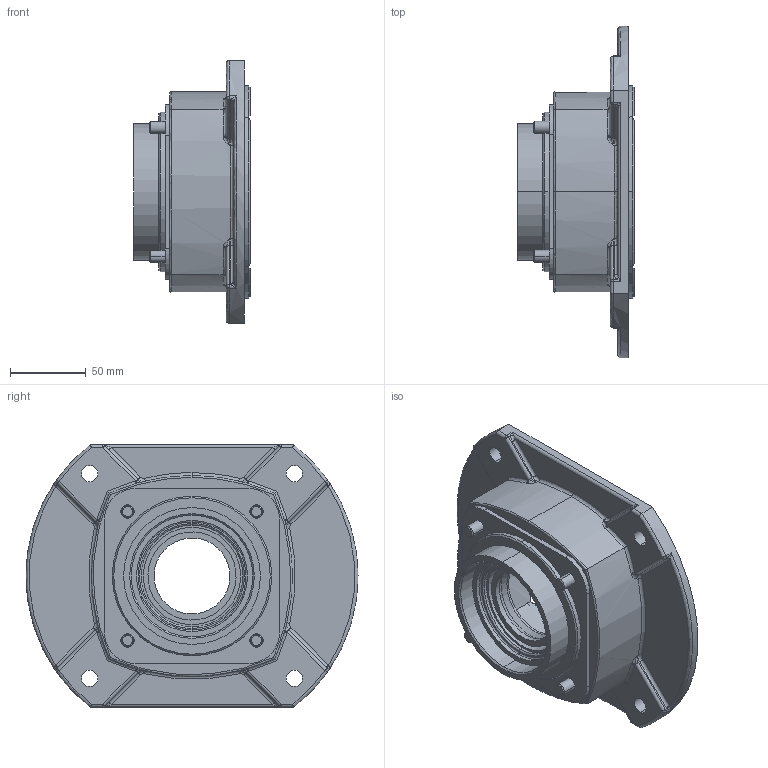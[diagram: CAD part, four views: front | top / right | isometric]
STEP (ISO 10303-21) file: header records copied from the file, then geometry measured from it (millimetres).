
FILE_DESCRIPTION (( 'STEP AP203' ), '1' );
FILE_NAME ('WGSS-237-OF.step', '2022-12-08T19:58:42', ( '' ), ( '' ), 'SwSTEP 2.0', 'SolidWorks 2021', '' );
FILE_SCHEMA (( 'CONFIG_CONTROL_DESIGN' ));
Length unit declared in the file: millimetre
Products named in the file (1): WGSS-237-OF
Bounding box: 76.5 x 218.44 x 172.72 mm (x, y, z)
Volume: 483985.3 mm3; surface area: 140622.6 mm2
Topology: 7 solids, 7 shells, 336 faces, 781 edges, 452 vertices
Faces by surface type: cylinder 119, bspline 99, plane 85, cone 33
Entity records: 12731 total; most frequent: CARTESIAN_POINT 5592, ORIENTED_EDGE 1514, DIRECTION 1414, EDGE_CURVE 757, AXIS2_PLACEMENT_3D 570, VERTEX_POINT 452, EDGE_LOOP 375, ADVANCED_FACE 336
